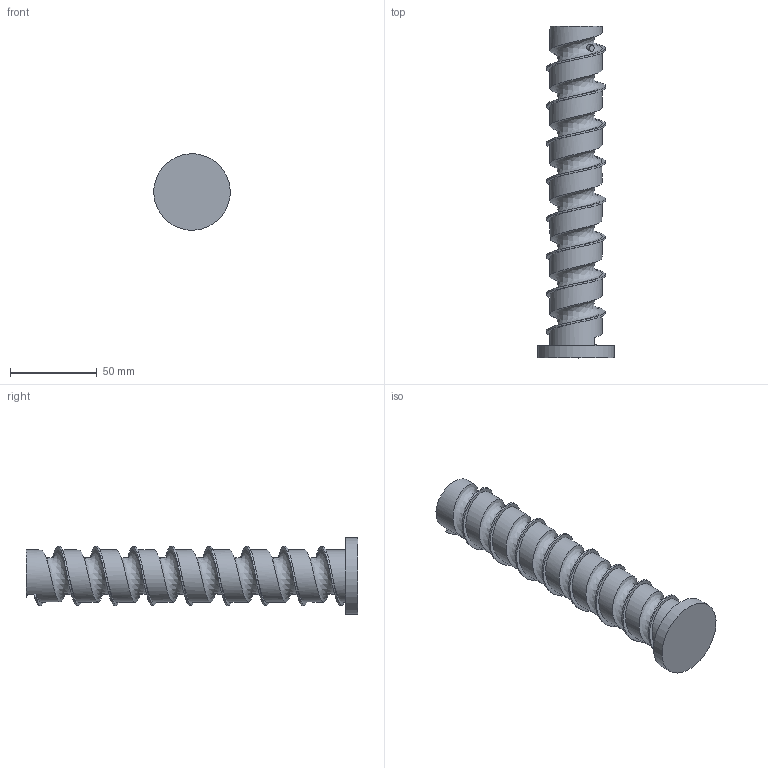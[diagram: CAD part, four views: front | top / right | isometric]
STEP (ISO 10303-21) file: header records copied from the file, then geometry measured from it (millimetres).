
FILE_DESCRIPTION( ( '' ), ' ' );
FILE_NAME( '5ade8bed1ea4a80fb108bb4d.step', '2018-04-24T01:44:14', ( '' ), ( '' ), ' ', ' ', ' ' );
FILE_SCHEMA( ( 'AUTOMOTIVE_DESIGN { 1 0 10303 214 1 1 1 1 }' ) );
Length unit declared in the file: metre
Products named in the file (1): Part 1
Bounding box: 43.88 x 191 x 43.88 mm (x, y, z)
Volume: 119277.5 mm3; surface area: 27236.1 mm2
Topology: 1 solids, 1 shells, 15 faces, 29 edges, 18 vertices
Faces by surface type: plane 7, cylinder 5, bspline 3
Full cylindrical faces by diameter (mm): 3.729 x1, 44 x1
Entity records: 2810 total; most frequent: CARTESIAN_POINT 2401, ORIENTED_EDGE 54, DIRECTION 53, EDGE_CURVE 27, AXIS2_PLACEMENT_3D 22, EDGE_LOOP 19, VERTEX_POINT 18, FACE_OUTER_BOUND 17
